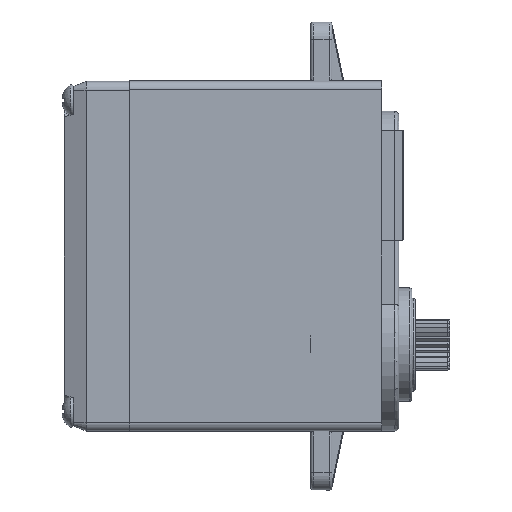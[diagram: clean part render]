
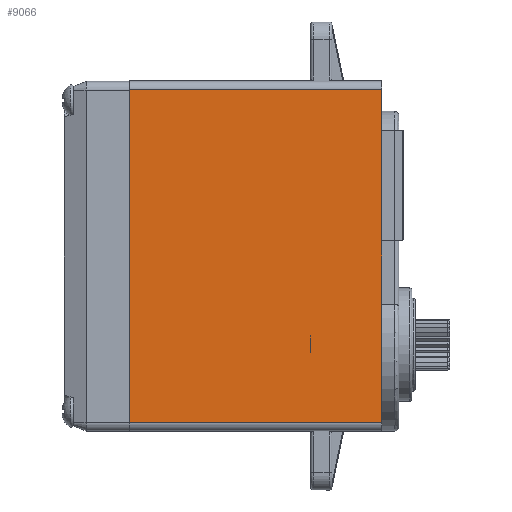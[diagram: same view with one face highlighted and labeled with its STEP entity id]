
A CAD part, front view. The second image highlights one B-rep face of the part: STEP entity #9066.
In plain terms, the highlighted face is planar.
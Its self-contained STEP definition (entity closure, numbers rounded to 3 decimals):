
#437=PLANE('',#10010);
#910=FACE_OUTER_BOUND('',#1466,.T.);
#1466=EDGE_LOOP('',(#7792,#7793,#7794,#7795));
#2742=LINE('',#16898,#3431);
#2752=LINE('',#16924,#3441);
#2753=LINE('',#16927,#3442);
#2754=LINE('',#16928,#3443);
#3431=VECTOR('',#12230,10.);
#3441=VECTOR('',#12258,10.);
#3442=VECTOR('',#12261,10.);
#3443=VECTOR('',#12262,10.);
#4187=VERTEX_POINT('',#16883);
#4194=VERTEX_POINT('',#16896);
#4201=VERTEX_POINT('',#16922);
#4202=VERTEX_POINT('',#16926);
#5421=EDGE_CURVE('',#4194,#4187,#2742,.T.);
#5434=EDGE_CURVE('',#4194,#4201,#2752,.T.);
#5435=EDGE_CURVE('',#4202,#4201,#2753,.T.);
#5436=EDGE_CURVE('',#4187,#4202,#2754,.T.);
#7792=ORIENTED_EDGE('',*,*,#5434,.T.);
#7793=ORIENTED_EDGE('',*,*,#5435,.F.);
#7794=ORIENTED_EDGE('',*,*,#5436,.F.);
#7795=ORIENTED_EDGE('',*,*,#5421,.F.);
#9066=ADVANCED_FACE('',(#910),#437,.T.);
#10010=AXIS2_PLACEMENT_3D('',#16925,#12259,#12260);
#12230=DIRECTION('',(1.,0.,0.));
#12258=DIRECTION('',(0.,0.,1.));
#12259=DIRECTION('center_axis',(0.,1.,0.));
#12260=DIRECTION('ref_axis',(-1.,0.,0.));
#12261=DIRECTION('',(-1.,0.,0.));
#12262=DIRECTION('',(0.,0.,1.));
#16883=CARTESIAN_POINT('',(19.25,10.,-21.));
#16896=CARTESIAN_POINT('',(-19.25,10.,-21.));
#16898=CARTESIAN_POINT('',(-19.25,10.,-21.));
#16922=CARTESIAN_POINT('',(-19.25,10.,8.2));
#16924=CARTESIAN_POINT('',(-19.25,10.,0.));
#16925=CARTESIAN_POINT('Origin',(19.25,10.,0.));
#16926=CARTESIAN_POINT('',(19.25,10.,8.2));
#16927=CARTESIAN_POINT('',(-19.25,10.,8.2));
#16928=CARTESIAN_POINT('',(19.25,10.,0.));
